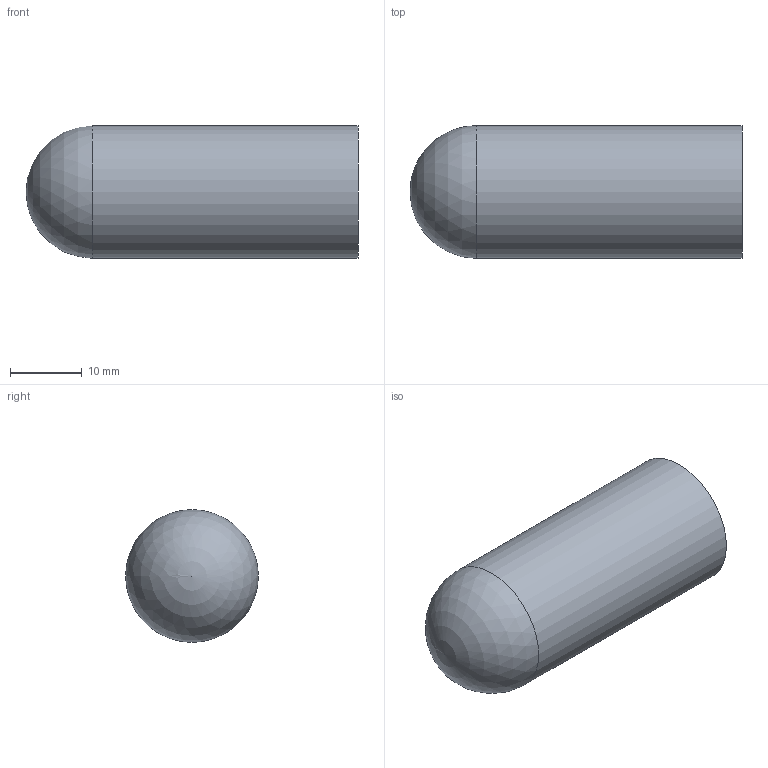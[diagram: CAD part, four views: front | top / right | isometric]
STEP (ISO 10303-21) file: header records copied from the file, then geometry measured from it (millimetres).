
FILE_DESCRIPTION(/* description */ (''),/* implementation_level */ '2;1');
FILE_NAME(/* name */ 'Pam''s index finger v10.step',/* time_stamp */ '2024-03-13T10:42:03+07:00',/* author */ (''),/* organization */ (''),/* preprocessor_version */ 'ST-DEVELOPER v20',/* originating_system */ 'Autodesk Translation Framework v12.20.1.177',/* authorisation */ '');
FILE_SCHEMA (('AUTOMOTIVE_DESIGN { 1 0 10303 214 3 1 1 }'));
Length unit declared in the file: millimetre
Products named in the file (2): Pam's index finger; Proximal
Assembly tree (1 placements, depth 2):
  Pam's index finger
    Proximal
Bounding box: 46.25 x 18.5 x 18.5 mm (x, y, z)
Volume: 11603.3 mm3; surface area: 2956.8 mm2
Topology: 1 solids, 1 shells, 3 faces, 6 edges, 4 vertices
Faces by surface type: cylinder 1, plane 1, sphere 1
Full cylindrical faces by diameter (mm): 18.5 x1
Entity records: 132 total; most frequent: DIRECTION 21, CARTESIAN_POINT 15, ORIENTED_EDGE 10, AXIS2_PLACEMENT_3D 10, EDGE_CURVE 5, CIRCLE 4, VERTEX_POINT 4, FACE_OUTER_BOUND 3
